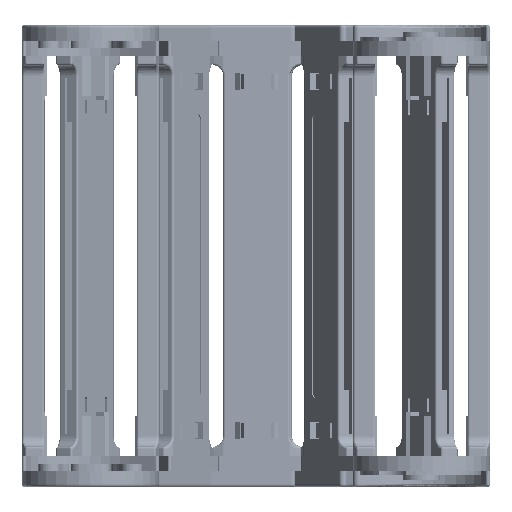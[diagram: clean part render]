
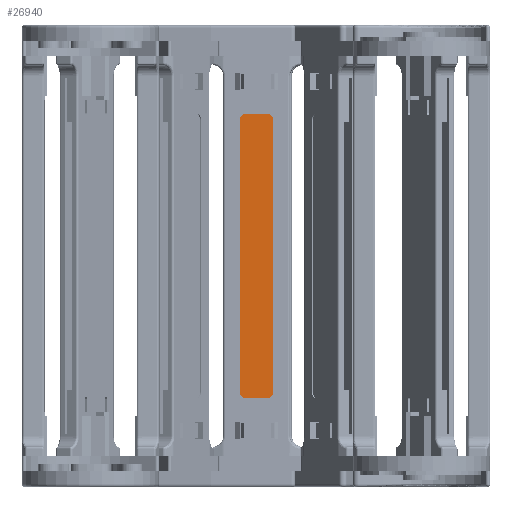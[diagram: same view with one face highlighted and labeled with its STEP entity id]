
A CAD part, left-side view. The second image highlights one B-rep face of the part: STEP entity #26940.
In plain terms, the highlighted face is planar.
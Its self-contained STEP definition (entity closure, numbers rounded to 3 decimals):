
#20 = CARTESIAN_POINT ( 'NONE',  ( -76.715, 30.497, -22.151 ) ) ;
#216 = CARTESIAN_POINT ( 'NONE',  ( -76.715, 30.497, -19.636 ) ) ;
#700 = EDGE_CURVE ( 'NONE', #11326, #33960, #26802, .T. ) ;
#1282 = ORIENTED_EDGE ( 'NONE', *, *, #28360, .F. ) ;
#1642 = AXIS2_PLACEMENT_3D ( 'NONE', #8682, #22053, #30264 ) ;
#2375 = LINE ( 'NONE', #25167, #33912 ) ;
#2605 = DIRECTION ( 'NONE',  ( -1., 0., 0. ) ) ;
#2999 = PLANE ( 'NONE',  #1642 ) ;
#4378 = DIRECTION ( 'NONE',  ( 0., 0., 1. ) ) ;
#4449 = CIRCLE ( 'NONE', #26195, 2.515 ) ;
#4782 = CARTESIAN_POINT ( 'NONE',  ( -76.715, 30.497, -148.324 ) ) ;
#5394 = CARTESIAN_POINT ( 'NONE',  ( -66.655, 30.497, -148.324 ) ) ;
#6238 = FACE_OUTER_BOUND ( 'NONE', #15552, .T. ) ;
#6532 = ORIENTED_EDGE ( 'NONE', *, *, #29366, .F. ) ;
#7568 = CARTESIAN_POINT ( 'NONE',  ( -66.655, 30.497, -22.151 ) ) ;
#7710 = CARTESIAN_POINT ( 'NONE',  ( -76.715, 30.497, -19.636 ) ) ;
#7723 = AXIS2_PLACEMENT_3D ( 'NONE', #35220, #27012, #24503 ) ;
#8396 = LINE ( 'NONE', #34781, #33088 ) ;
#8546 = VERTEX_POINT ( 'NONE', #15773 ) ;
#8682 = CARTESIAN_POINT ( 'NONE',  ( -76.715, 30.497, -145.789 ) ) ;
#9579 = VERTEX_POINT ( 'NONE', #216 ) ;
#10817 = EDGE_CURVE ( 'NONE', #27196, #11326, #31547, .T. ) ;
#11326 = VERTEX_POINT ( 'NONE', #15067 ) ;
#11460 = ORIENTED_EDGE ( 'NONE', *, *, #27363, .F. ) ;
#11652 = ORIENTED_EDGE ( 'NONE', *, *, #34820, .F. ) ;
#12744 = VECTOR ( 'NONE', #30625, 1000. ) ;
#13366 = CIRCLE ( 'NONE', #7723, 2.515 ) ;
#13419 = CARTESIAN_POINT ( 'NONE',  ( -66.655, 30.497, -19.636 ) ) ;
#14653 = CARTESIAN_POINT ( 'NONE',  ( -79.23, 30.497, -145.789 ) ) ;
#14756 = VERTEX_POINT ( 'NONE', #23041 ) ;
#15051 = AXIS2_PLACEMENT_3D ( 'NONE', #20808, #21045, #4378 ) ;
#15067 = CARTESIAN_POINT ( 'NONE',  ( -79.23, 30.497, -145.809 ) ) ;
#15144 = VERTEX_POINT ( 'NONE', #5394 ) ;
#15552 = EDGE_LOOP ( 'NONE', ( #16959, #6532, #1282, #30234, #11460, #11652, #34693, #20906 ) ) ;
#15773 = CARTESIAN_POINT ( 'NONE',  ( -64.14, 30.497, -22.151 ) ) ;
#16959 = ORIENTED_EDGE ( 'NONE', *, *, #10817, .F. ) ;
#19333 = VECTOR ( 'NONE', #2605, 1000. ) ;
#20808 = CARTESIAN_POINT ( 'NONE',  ( -76.715, 30.497, -145.809 ) ) ;
#20825 = AXIS2_PLACEMENT_3D ( 'NONE', #20, #29903, #32658 ) ;
#20906 = ORIENTED_EDGE ( 'NONE', *, *, #700, .F. ) ;
#21045 = DIRECTION ( 'NONE',  ( 0., -1., 0. ) ) ;
#21267 = CARTESIAN_POINT ( 'NONE',  ( -79.23, 30.497, -22.151 ) ) ;
#22053 = DIRECTION ( 'NONE',  ( 0., -1., 0. ) ) ;
#23041 = CARTESIAN_POINT ( 'NONE',  ( -64.14, 30.497, -145.809 ) ) ;
#23582 = VERTEX_POINT ( 'NONE', #13419 ) ;
#23619 = LINE ( 'NONE', #7710, #19333 ) ;
#23951 = DIRECTION ( 'NONE',  ( 1., 0., 0. ) ) ;
#24503 = DIRECTION ( 'NONE',  ( 0., 0., -1. ) ) ;
#25167 = CARTESIAN_POINT ( 'NONE',  ( -64.14, 30.497, -145.789 ) ) ;
#25707 = CIRCLE ( 'NONE', #20825, 2.515 ) ;
#26195 = AXIS2_PLACEMENT_3D ( 'NONE', #7568, #29250, #26383 ) ;
#26383 = DIRECTION ( 'NONE',  ( 0., 0., 1. ) ) ;
#26433 = EDGE_CURVE ( 'NONE', #33960, #15144, #8396, .T. ) ;
#26802 = CIRCLE ( 'NONE', #15051, 2.515 ) ;
#26940 = ADVANCED_FACE ( 'NONE', ( #6238 ), #2999, .F. ) ;
#27012 = DIRECTION ( 'NONE',  ( 0., -1., 0. ) ) ;
#27196 = VERTEX_POINT ( 'NONE', #21267 ) ;
#27363 = EDGE_CURVE ( 'NONE', #14756, #8546, #2375, .T. ) ;
#28360 = EDGE_CURVE ( 'NONE', #23582, #9579, #23619, .T. ) ;
#29250 = DIRECTION ( 'NONE',  ( 0., -1., 0. ) ) ;
#29366 = EDGE_CURVE ( 'NONE', #9579, #27196, #25707, .T. ) ;
#29903 = DIRECTION ( 'NONE',  ( 0., -1., 0. ) ) ;
#30187 = DIRECTION ( 'NONE',  ( 0., 0., 1. ) ) ;
#30234 = ORIENTED_EDGE ( 'NONE', *, *, #35241, .F. ) ;
#30264 = DIRECTION ( 'NONE',  ( 0., 0., 1. ) ) ;
#30625 = DIRECTION ( 'NONE',  ( 0., 0., -1. ) ) ;
#31547 = LINE ( 'NONE', #14653, #12744 ) ;
#32658 = DIRECTION ( 'NONE',  ( 0., 0., 1. ) ) ;
#33088 = VECTOR ( 'NONE', #23951, 1000. ) ;
#33912 = VECTOR ( 'NONE', #30187, 1000. ) ;
#33960 = VERTEX_POINT ( 'NONE', #4782 ) ;
#34693 = ORIENTED_EDGE ( 'NONE', *, *, #26433, .F. ) ;
#34781 = CARTESIAN_POINT ( 'NONE',  ( -76.715, 30.497, -148.324 ) ) ;
#34820 = EDGE_CURVE ( 'NONE', #15144, #14756, #13366, .T. ) ;
#35220 = CARTESIAN_POINT ( 'NONE',  ( -66.655, 30.497, -145.809 ) ) ;
#35241 = EDGE_CURVE ( 'NONE', #8546, #23582, #4449, .T. ) ;
